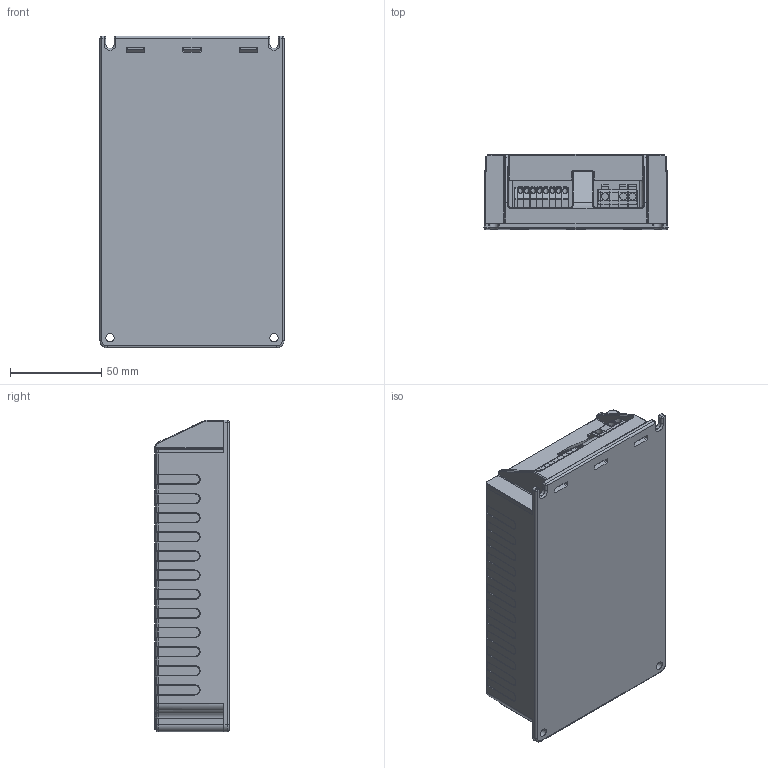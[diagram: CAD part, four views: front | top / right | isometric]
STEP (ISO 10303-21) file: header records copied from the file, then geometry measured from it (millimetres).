
FILE_DESCRIPTION(('Creo Elements/Direct Modeling STEP Export'),'2;1');
FILE_NAME('K75.2.stp','2023-08-21T10:14:37',(''),(''),'Creo Elements/Direct Modeling STEP processor for AP214 (Solid Model)','Creo Elements/Direct Modeling 20.6 25-Mar-2023 (C) Parametric Technology GmbH','');
FILE_SCHEMA(('AUTOMOTIVE_DESIGN { 1 0 10303 214 1 1 1 1 }'));
Length unit declared in the file: millimetre
Products named in the file (4): housing cap; PCB; case; K75_2_165W
Assembly tree (3 placements, depth 2):
  K75_2_165W
    case
    PCB
    housing cap
Bounding box: 100.96 x 40.91 x 170.98 mm (x, y, z)
Volume: 147722.5 mm3; surface area: 144569.4 mm2
Topology: 3 solids, 3 shells, 1451 faces, 3646 edges, 2212 vertices
Faces by surface type: plane 590, cylinder 567, torus 198, bspline 66, sphere 26, cone 4
Entity records: 51747 total; most frequent: CARTESIAN_POINT 17569, ORIENTED_EDGE 7240, DIRECTION 6977, EDGE_CURVE 3620, AXIS2_PLACEMENT_3D 2432, VERTEX_POINT 2212, VECTOR 2113, LINE 2113
